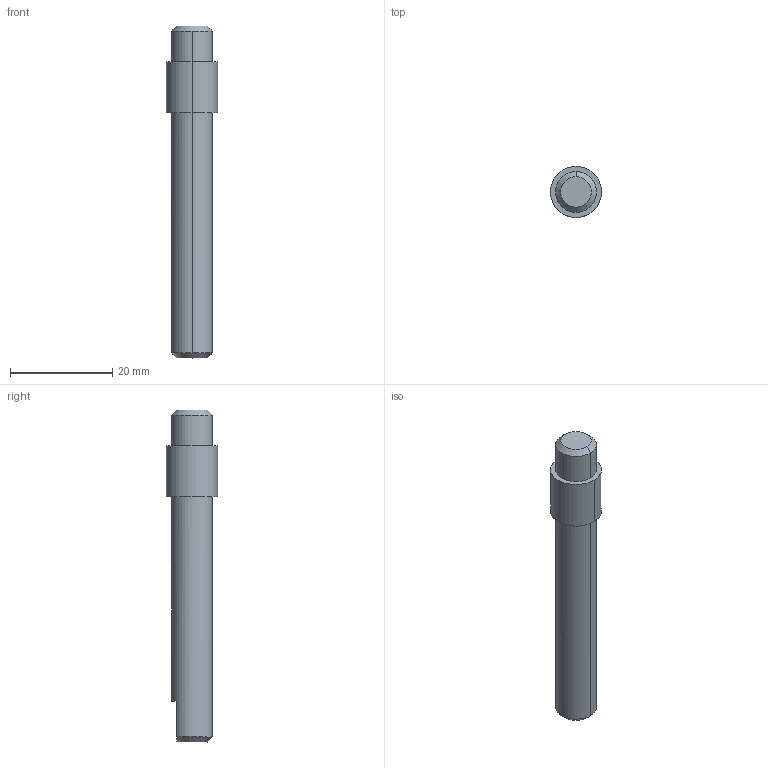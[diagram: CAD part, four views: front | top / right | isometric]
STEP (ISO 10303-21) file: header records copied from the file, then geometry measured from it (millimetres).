
FILE_DESCRIPTION((''),'2;1');
FILE_NAME('AXE_GALET','2021-10-05T22:13:12',('laure'),(''),'CREO PARAMETRIC BY PTC INC, 2020281','CREO PARAMETRIC BY PTC INC, 2020281','');
FILE_SCHEMA(('CONFIG_CONTROL_DESIGN'));
Length unit declared in the file: millimetre
Products named in the file (1): AXE_GALET
Bounding box: 10 x 10 x 65 mm (x, y, z)
Volume: 3500.2 mm3; surface area: 1820 mm2
Topology: 1 solids, 1 shells, 16 faces, 32 edges, 20 vertices
Faces by surface type: plane 6, cylinder 6, cone 4
Entity records: 467 total; most frequent: DIRECTION 80, CARTESIAN_POINT 79, ORIENTED_EDGE 64, AXIS2_PLACEMENT_3D 34, EDGE_CURVE 32, VERTEX_POINT 20, EDGE_LOOP 18, CIRCLE 18
